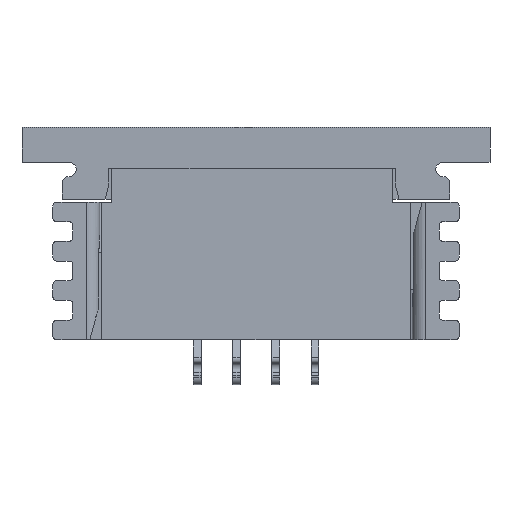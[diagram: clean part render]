
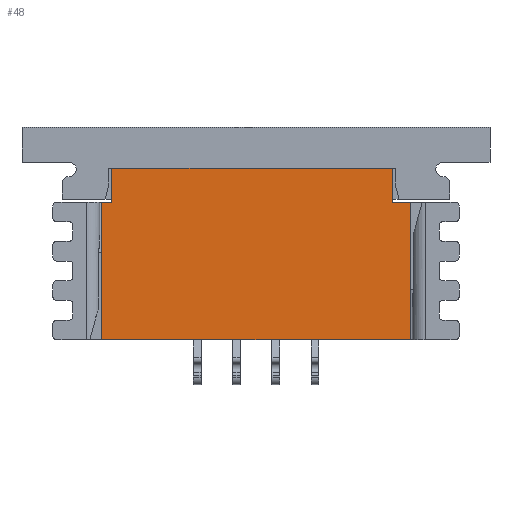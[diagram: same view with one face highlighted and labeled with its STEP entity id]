
A CAD part, front view. The second image highlights one B-rep face of the part: STEP entity #48.
In plain terms, the highlighted planar face has unit normal (0, -1, 0).
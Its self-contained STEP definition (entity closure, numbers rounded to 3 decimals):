
#48=ADVANCED_FACE('',(#387),#388,.F.);
#387=FACE_OUTER_BOUND('',#1068,.T.);
#388=PLANE('',#1069);
#1068=EDGE_LOOP('',(#1759,#1760,#1761,#1762,#1763,#1764,#1765,#1766));
#1069=AXIS2_PLACEMENT_3D('',#1767,#1768,#1769);
#1759=ORIENTED_EDGE('',*,*,#4739,.F.);
#1760=ORIENTED_EDGE('',*,*,#4740,.F.);
#1761=ORIENTED_EDGE('',*,*,#4741,.T.);
#1762=ORIENTED_EDGE('',*,*,#4742,.F.);
#1763=ORIENTED_EDGE('',*,*,#4743,.T.);
#1764=ORIENTED_EDGE('',*,*,#4744,.T.);
#1765=ORIENTED_EDGE('',*,*,#4745,.F.);
#1766=ORIENTED_EDGE('',*,*,#4746,.F.);
#1767=CARTESIAN_POINT('',(0.0,-1.245,0.0));
#1768=DIRECTION('',(-0.0,1.0,0.0));
#1769=DIRECTION('',(1.0,0.0,0.0));
#4739=EDGE_CURVE('',#5736,#5737,#5738,.T.);
#4740=EDGE_CURVE('',#5739,#5736,#5740,.T.);
#4741=EDGE_CURVE('',#5739,#5741,#5742,.T.);
#4742=EDGE_CURVE('',#5743,#5741,#5744,.T.);
#4743=EDGE_CURVE('',#5743,#5745,#5746,.T.);
#4744=EDGE_CURVE('',#5745,#5747,#5748,.T.);
#4745=EDGE_CURVE('',#5749,#5747,#5750,.T.);
#4746=EDGE_CURVE('',#5737,#5749,#5751,.T.);
#5736=VERTEX_POINT('',#7379);
#5737=VERTEX_POINT('',#7380);
#5738=LINE('',#7381,#7382);
#5739=VERTEX_POINT('',#7383);
#5740=LINE('',#7384,#7385);
#5741=VERTEX_POINT('',#7386);
#5742=LINE('',#7387,#7388);
#5743=VERTEX_POINT('',#7389);
#5744=LINE('',#7390,#7391);
#5745=VERTEX_POINT('',#7392);
#5746=LINE('',#7393,#7394);
#5747=VERTEX_POINT('',#7395);
#5748=LINE('',#7396,#7397);
#5749=VERTEX_POINT('',#7398);
#5750=LINE('',#7399,#7400);
#5751=LINE('',#7401,#7402);
#7379=CARTESIAN_POINT('',(-3.93,-1.245,-4.37));
#7380=CARTESIAN_POINT('',(-3.93,-1.245,-0.87));
#7381=CARTESIAN_POINT('',(-3.93,-1.245,-4.37));
#7382=VECTOR('',#9829,3.5);
#7383=CARTESIAN_POINT('',(3.93,-1.245,-4.37));
#7384=CARTESIAN_POINT('',(3.93,-1.245,-4.37));
#7385=VECTOR('',#9830,7.86);
#7386=CARTESIAN_POINT('',(3.93,-1.245,-0.87));
#7387=CARTESIAN_POINT('',(3.93,-1.245,-4.37));
#7388=VECTOR('',#9831,3.5);
#7389=CARTESIAN_POINT('',(3.47,-1.245,-0.87));
#7390=CARTESIAN_POINT('',(3.47,-1.245,-0.87));
#7391=VECTOR('',#9832,0.46);
#7392=CARTESIAN_POINT('',(3.47,-1.245,0.0));
#7393=CARTESIAN_POINT('',(3.47,-1.245,-0.87));
#7394=VECTOR('',#9833,0.87);
#7395=CARTESIAN_POINT('',(-3.67,-1.245,0.0));
#7396=CARTESIAN_POINT('',(3.47,-1.245,0.0));
#7397=VECTOR('',#9834,7.14);
#7398=CARTESIAN_POINT('',(-3.67,-1.245,-0.87));
#7399=CARTESIAN_POINT('',(-3.67,-1.245,-0.87));
#7400=VECTOR('',#9835,0.87);
#7401=CARTESIAN_POINT('',(-3.93,-1.245,-0.87));
#7402=VECTOR('',#9836,0.26);
#9829=DIRECTION('',(0.0,0.0,1.0));
#9830=DIRECTION('',(-1.0,0.0,0.0));
#9831=DIRECTION('',(0.0,0.0,1.0));
#9832=DIRECTION('',(1.0,0.0,0.0));
#9833=DIRECTION('',(0.0,0.0,1.0));
#9834=DIRECTION('',(-1.0,0.0,0.0));
#9835=DIRECTION('',(0.0,0.0,1.0));
#9836=DIRECTION('',(1.0,0.0,0.0));
